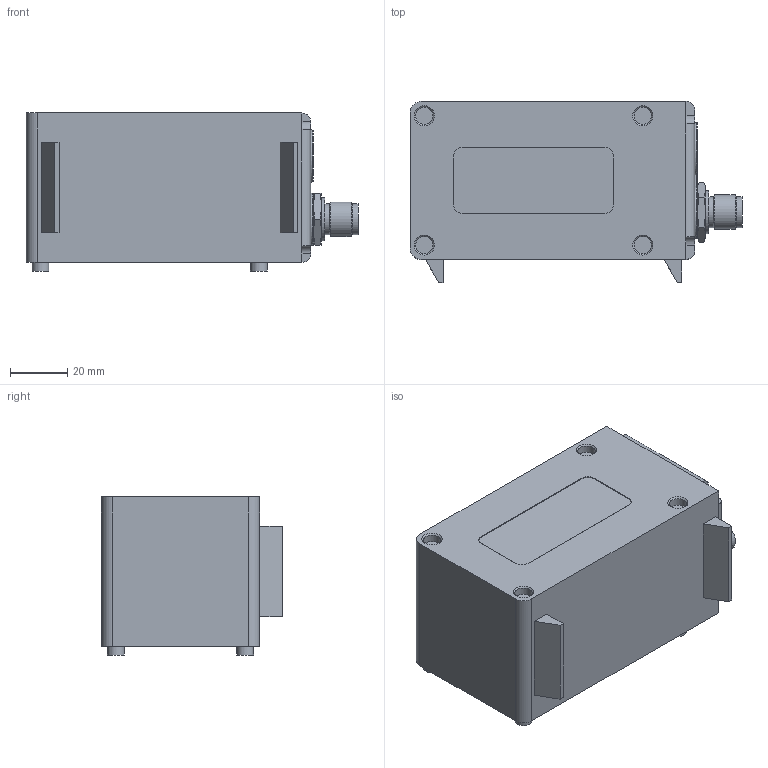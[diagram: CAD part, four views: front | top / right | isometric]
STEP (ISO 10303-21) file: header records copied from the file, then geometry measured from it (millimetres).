
FILE_DESCRIPTION(/* description */ ('STEP AP203'),/* implementation_level */ '2;1');
FILE_NAME(/* name */ 'S.TB37.IO-LINK',/* time_stamp */ '2023-02-07T15:17:02+01:00',/* author */ ('License CC BY-ND 4.0'),/* organization */ ('CADENAS'),/* preprocessor_version */ 'ST-DEVELOPER v18.102',/* originating_system */ 'PARTsolutions',/* authorisation */ ' ');
FILE_SCHEMA (('CONFIG_CONTROL_DESIGN','AUTOMOTIVE_DESIGN { 1 0 10303 214 3 1 1 }'));
Length unit declared in the file: millimetre
Products named in the file (1): S.TB37.IO-LINK
Bounding box: 115.5 x 63 x 55 mm (x, y, z)
Volume: 285195.2 mm3; surface area: 29412.6 mm2
Topology: 1 solids, 1 shells, 141 faces, 313 edges, 200 vertices
Faces by surface type: plane 78, cylinder 51, cone 8, torus 4
Full cylindrical faces by diameter (mm): 1 x5, 5.8 x4, 6 x4, 10.7 x2, 12 x1, 15 x1, 18 x2
Entity records: 4768 total; most frequent: CARTESIAN_POINT 674, DIRECTION 666, ORIENTED_EDGE 564, EDGE_CURVE 282, AXIS2_PLACEMENT_3D 254, VERTEX_POINT 198, EDGE_LOOP 196, FACE_BOUND 196
